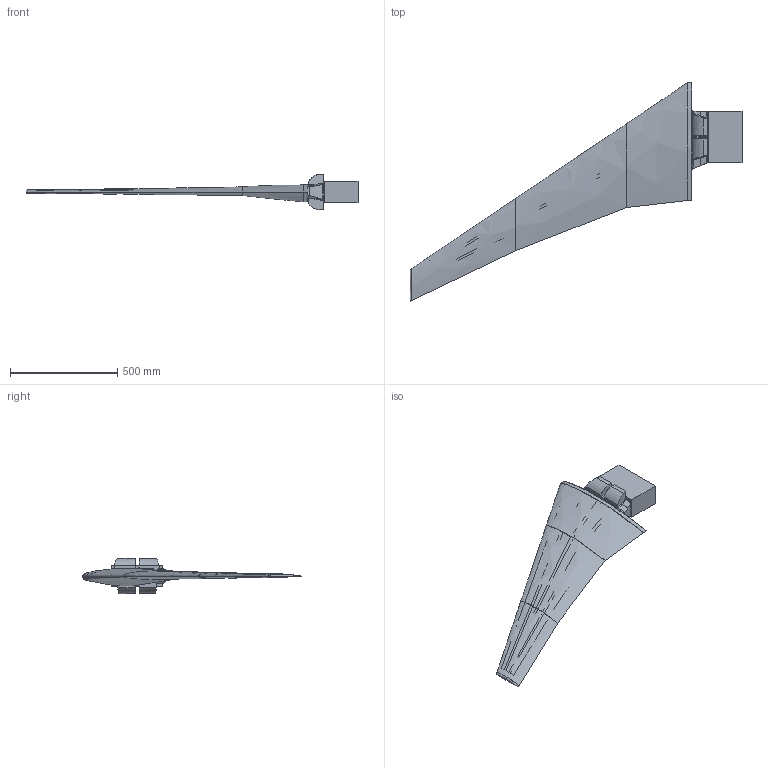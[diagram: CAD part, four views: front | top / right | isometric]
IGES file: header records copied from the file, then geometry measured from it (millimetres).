
Start section: START RECORD GO HERE.
Global section: file name: Modell 2.igs; native system: IBM CATIA IGES - CATIA Version 5 Release 12 ; preprocessor: CATIA Version 5 Release 12 ; author: m_teumer; organization: WINN; date: 20051121.091248; units: millimetre
Bounding box: 1548.93 x 1019.09 x 166 mm (x, y, z)
Surface area: 1781706.7 mm2 (no closed solid volume)
Topology: 0 solids, 0 shells, 209 faces, 1108 edges, 1107 vertices
Faces by surface type: bspline 112, plane 87, revolution 9, extrusion 1
